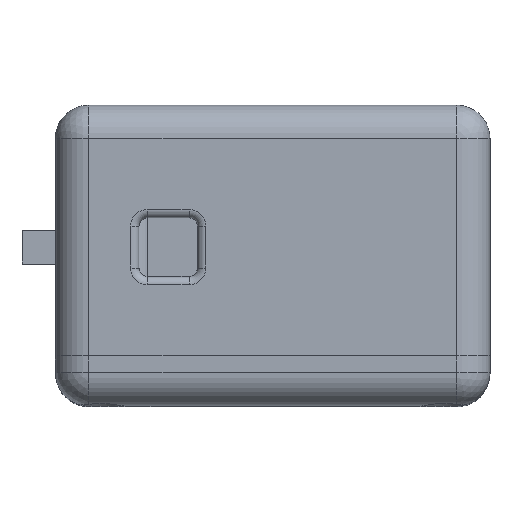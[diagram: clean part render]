
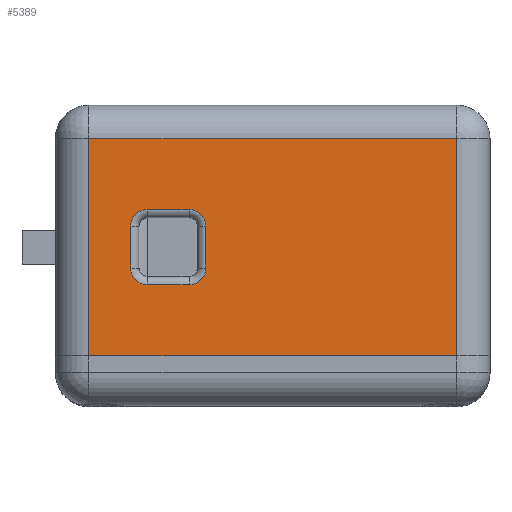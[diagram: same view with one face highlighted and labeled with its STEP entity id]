
A CAD part, top view. The second image highlights one B-rep face of the part: STEP entity #5389.
In plain terms, the highlighted planar face has unit normal (0, 0, 1).
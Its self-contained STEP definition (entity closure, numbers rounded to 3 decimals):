
#111=FACE_BOUND('',#948,.T.);
#203=PLANE('',#5900);
#601=FACE_OUTER_BOUND('',#947,.T.);
#947=EDGE_LOOP('',(#4748,#4749,#4750,#4751));
#948=EDGE_LOOP('',(#4752,#4753,#4754,#4755,#4756,#4757,#4758,#4759));
#1348=LINE('',#9576,#1765);
#1350=LINE('',#9579,#1767);
#1358=LINE('',#9597,#1775);
#1360=LINE('',#9600,#1777);
#1375=LINE('',#9633,#1792);
#1376=LINE('',#9635,#1793);
#1377=LINE('',#9637,#1794);
#1378=LINE('',#9638,#1795);
#1765=VECTOR('',#7154,10.);
#1767=VECTOR('',#7158,10.);
#1775=VECTOR('',#7182,10.);
#1777=VECTOR('',#7186,10.);
#1792=VECTOR('',#7221,10.);
#1793=VECTOR('',#7222,10.);
#1794=VECTOR('',#7223,10.);
#1795=VECTOR('',#7224,10.);
#2049=CIRCLE('',#5850,2.);
#2059=CIRCLE('',#5862,2.);
#2061=CIRCLE('',#5865,2.);
#2071=CIRCLE('',#5878,2.);
#2623=VERTEX_POINT('',#9460);
#2624=VERTEX_POINT('',#9462);
#2635=VERTEX_POINT('',#9540);
#2636=VERTEX_POINT('',#9542);
#2637=VERTEX_POINT('',#9546);
#2638=VERTEX_POINT('',#9547);
#2647=VERTEX_POINT('',#9570);
#2648=VERTEX_POINT('',#9572);
#2657=VERTEX_POINT('',#9631);
#2658=VERTEX_POINT('',#9632);
#2659=VERTEX_POINT('',#9634);
#2660=VERTEX_POINT('',#9636);
#3320=EDGE_CURVE('',#2623,#2624,#2049,.T.);
#3332=EDGE_CURVE('',#2635,#2636,#2059,.T.);
#3334=EDGE_CURVE('',#2637,#2638,#2061,.T.);
#3346=EDGE_CURVE('',#2647,#2648,#2071,.T.);
#3348=EDGE_CURVE('',#2638,#2647,#1348,.T.);
#3350=EDGE_CURVE('',#2648,#2635,#1350,.T.);
#3361=EDGE_CURVE('',#2624,#2637,#1358,.T.);
#3363=EDGE_CURVE('',#2636,#2623,#1360,.T.);
#3381=EDGE_CURVE('',#2657,#2658,#1375,.T.);
#3382=EDGE_CURVE('',#2659,#2658,#1376,.T.);
#3383=EDGE_CURVE('',#2660,#2659,#1377,.T.);
#3384=EDGE_CURVE('',#2657,#2660,#1378,.T.);
#4748=ORIENTED_EDGE('',*,*,#3381,.T.);
#4749=ORIENTED_EDGE('',*,*,#3382,.F.);
#4750=ORIENTED_EDGE('',*,*,#3383,.F.);
#4751=ORIENTED_EDGE('',*,*,#3384,.F.);
#4752=ORIENTED_EDGE('',*,*,#3346,.F.);
#4753=ORIENTED_EDGE('',*,*,#3348,.F.);
#4754=ORIENTED_EDGE('',*,*,#3334,.F.);
#4755=ORIENTED_EDGE('',*,*,#3361,.F.);
#4756=ORIENTED_EDGE('',*,*,#3320,.F.);
#4757=ORIENTED_EDGE('',*,*,#3363,.F.);
#4758=ORIENTED_EDGE('',*,*,#3332,.F.);
#4759=ORIENTED_EDGE('',*,*,#3350,.F.);
#5389=ADVANCED_FACE('',(#601,#111),#203,.T.);
#5850=AXIS2_PLACEMENT_3D('',#9463,#7090,#7091);
#5862=AXIS2_PLACEMENT_3D('',#9543,#7114,#7115);
#5865=AXIS2_PLACEMENT_3D('',#9548,#7120,#7121);
#5878=AXIS2_PLACEMENT_3D('',#9573,#7148,#7149);
#5900=AXIS2_PLACEMENT_3D('',#9630,#7219,#7220);
#7090=DIRECTION('center_axis',(0.,0.,1.));
#7091=DIRECTION('ref_axis',(-0.707,-0.707,0.));
#7114=DIRECTION('center_axis',(0.,0.,1.));
#7115=DIRECTION('ref_axis',(-0.707,0.707,0.));
#7120=DIRECTION('center_axis',(0.,0.,1.));
#7121=DIRECTION('ref_axis',(0.707,-0.707,0.));
#7148=DIRECTION('center_axis',(0.,0.,1.));
#7149=DIRECTION('ref_axis',(0.707,0.707,0.));
#7154=DIRECTION('',(0.,1.,0.));
#7158=DIRECTION('',(-1.,0.,0.));
#7182=DIRECTION('',(1.,0.,0.));
#7186=DIRECTION('',(0.,-1.,0.));
#7219=DIRECTION('center_axis',(0.,0.,1.));
#7220=DIRECTION('ref_axis',(1.,0.,0.));
#7221=DIRECTION('',(1.,0.,0.));
#7222=DIRECTION('',(0.,-1.,0.));
#7223=DIRECTION('',(1.,0.,0.));
#7224=DIRECTION('',(0.,1.,0.));
#9460=CARTESIAN_POINT('',(-17.,13.5,33.));
#9462=CARTESIAN_POINT('',(-15.,11.5,33.));
#9463=CARTESIAN_POINT('Origin',(-15.,13.5,33.));
#9540=CARTESIAN_POINT('',(-15.,20.5,33.));
#9542=CARTESIAN_POINT('',(-17.,18.5,33.));
#9543=CARTESIAN_POINT('Origin',(-15.,18.5,33.));
#9546=CARTESIAN_POINT('',(-10.,11.5,33.));
#9547=CARTESIAN_POINT('',(-8.,13.5,33.));
#9548=CARTESIAN_POINT('Origin',(-10.,13.5,33.));
#9570=CARTESIAN_POINT('',(-8.,18.5,33.));
#9572=CARTESIAN_POINT('',(-10.,20.5,33.));
#9573=CARTESIAN_POINT('Origin',(-10.,18.5,33.));
#9576=CARTESIAN_POINT('',(-8.,9.75,33.));
#9579=CARTESIAN_POINT('',(-18.,20.5,33.));
#9597=CARTESIAN_POINT('',(-14.5,11.5,33.));
#9600=CARTESIAN_POINT('',(-17.,6.25,33.));
#9630=CARTESIAN_POINT('Origin',(-20.,0.,33.));
#9631=CARTESIAN_POINT('',(-22.,3.,33.));
#9632=CARTESIAN_POINT('',(22.,3.,33.));
#9633=CARTESIAN_POINT('',(-10.,3.,33.));
#9634=CARTESIAN_POINT('',(22.,29.,33.));
#9635=CARTESIAN_POINT('',(22.,7.5,33.));
#9636=CARTESIAN_POINT('',(-22.,29.,33.));
#9637=CARTESIAN_POINT('',(-10.,29.,33.));
#9638=CARTESIAN_POINT('',(-22.,7.5,33.));
